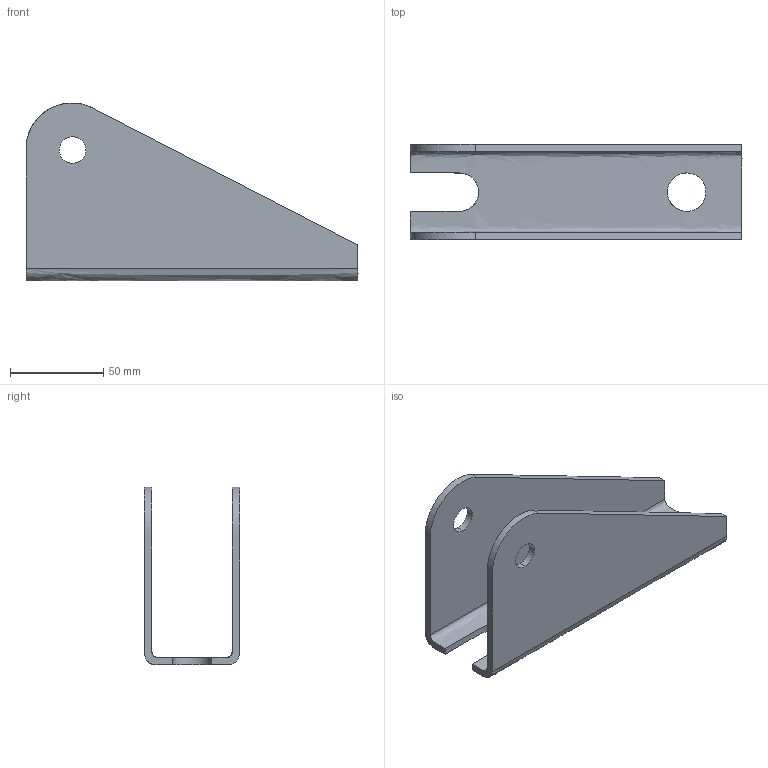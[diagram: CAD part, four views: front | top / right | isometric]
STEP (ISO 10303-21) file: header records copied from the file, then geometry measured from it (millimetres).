
FILE_DESCRIPTION(/* description */ (''),/* implementation_level */ '2;1');
FILE_NAME(/* name */ 'BRK-11',/* time_stamp */ '2014-01-02T10:08:01+02:00',/* author */ (''),/* organization */ (''),/* preprocessor_version */ 'ST-DEVELOPER v14',/* originating_system */ '',/* authorisation */ '');
FILE_SCHEMA (('CONFIG_CONTROL_DESIGN'));
Length unit declared in the file: inch
Products named in the file (1): Document
Bounding box: 178.06 x 50.98 x 95.44 mm (x, y, z)
Volume: 109211.1 mm3; surface area: 59669.7 mm2
Topology: 1 solids, 1 shells, 18 faces, 53 edges, 37 vertices
Faces by surface type: bspline 12, plane 6
Entity records: 1042 total; most frequent: CARTESIAN_POINT 649, ORIENTED_EDGE 106, EDGE_CURVE 53, VERTEX_POINT 37, EDGE_LOOP 24, ADVANCED_FACE 18, FACE_OUTER_BOUND 18, B_SPLINE_CURVE_WITH_KNOTS 16
